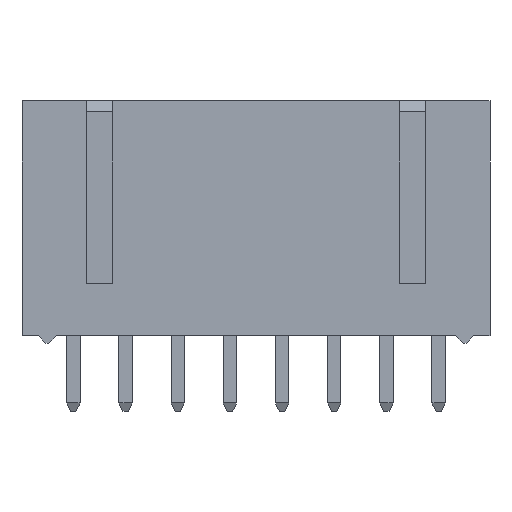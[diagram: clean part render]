
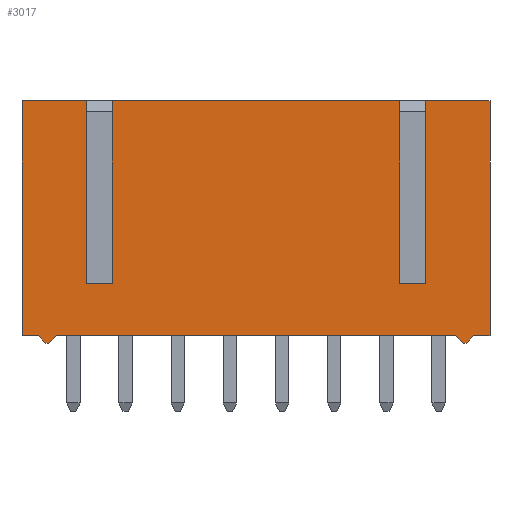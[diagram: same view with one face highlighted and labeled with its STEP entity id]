
A CAD part, front view. The second image highlights one B-rep face of the part: STEP entity #3017.
In plain terms, the highlighted planar face has unit normal (0, -1, 0).
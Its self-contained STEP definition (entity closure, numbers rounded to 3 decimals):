
#9=DIRECTION('',(1.,0.,0.));
#10=VECTOR('',#9,3.135);
#11=CARTESIAN_POINT('',(-11.39,-2.55,0.));
#12=LINE('',#11,#10);
#73=DIRECTION('',(1.,0.,0.));
#74=VECTOR('',#73,3.135);
#75=CARTESIAN_POINT('',(8.255,-2.55,0.));
#76=LINE('',#75,#74);
#121=DIRECTION('',(1.,0.,0.));
#122=VECTOR('',#121,13.97);
#123=CARTESIAN_POINT('',(-6.985,-2.55,0.));
#124=LINE('',#123,#122);
#233=DIRECTION('',(-0.707,0.,-0.707));
#234=VECTOR('',#233,0.537);
#235=CARTESIAN_POINT('',(-9.715,-2.55,-11.43));
#236=LINE('',#235,#234);
#237=DIRECTION('',(-1.,0.,0.));
#238=VECTOR('',#237,0.13);
#239=CARTESIAN_POINT('',(-10.095,-2.55,-11.81));
#240=LINE('',#239,#238);
#241=DIRECTION('',(-0.707,0.,0.707));
#242=VECTOR('',#241,0.537);
#243=CARTESIAN_POINT('',(-10.225,-2.55,-11.81));
#244=LINE('',#243,#242);
#245=DIRECTION('',(0.,0.,-1.));
#246=VECTOR('',#245,11.43);
#247=CARTESIAN_POINT('',(-11.39,-2.55,0.));
#248=LINE('',#247,#246);
#249=DIRECTION('',(0.,0.,-1.));
#250=VECTOR('',#249,8.89);
#251=CARTESIAN_POINT('',(-8.255,-2.55,0.));
#252=LINE('',#251,#250);
#253=DIRECTION('',(1.,0.,0.));
#254=VECTOR('',#253,1.27);
#255=CARTESIAN_POINT('',(-8.255,-2.55,-8.89));
#256=LINE('',#255,#254);
#257=DIRECTION('',(0.,0.,-1.));
#258=VECTOR('',#257,8.89);
#259=CARTESIAN_POINT('',(-6.985,-2.55,0.));
#260=LINE('',#259,#258);
#261=DIRECTION('',(0.,0.,-1.));
#262=VECTOR('',#261,8.89);
#263=CARTESIAN_POINT('',(6.985,-2.55,0.));
#264=LINE('',#263,#262);
#265=DIRECTION('',(1.,0.,0.));
#266=VECTOR('',#265,1.27);
#267=CARTESIAN_POINT('',(6.985,-2.55,-8.89));
#268=LINE('',#267,#266);
#269=DIRECTION('',(0.,0.,-1.));
#270=VECTOR('',#269,8.89);
#271=CARTESIAN_POINT('',(8.255,-2.55,0.));
#272=LINE('',#271,#270);
#273=DIRECTION('',(-0.707,0.,-0.707));
#274=VECTOR('',#273,0.537);
#275=CARTESIAN_POINT('',(10.605,-2.55,-11.43));
#276=LINE('',#275,#274);
#277=DIRECTION('',(-1.,0.,0.));
#278=VECTOR('',#277,0.13);
#279=CARTESIAN_POINT('',(10.225,-2.55,-11.81));
#280=LINE('',#279,#278);
#281=DIRECTION('',(-0.707,0.,0.707));
#282=VECTOR('',#281,0.537);
#283=CARTESIAN_POINT('',(10.095,-2.55,-11.81));
#284=LINE('',#283,#282);
#289=DIRECTION('',(1.,0.,0.));
#290=VECTOR('',#289,0.785);
#291=CARTESIAN_POINT('',(10.605,-2.55,-11.43));
#292=LINE('',#291,#290);
#321=DIRECTION('',(1.,0.,0.));
#322=VECTOR('',#321,19.43);
#323=CARTESIAN_POINT('',(-9.715,-2.55,-11.43));
#324=LINE('',#323,#322);
#361=DIRECTION('',(1.,0.,0.));
#362=VECTOR('',#361,0.785);
#363=CARTESIAN_POINT('',(-11.39,-2.55,-11.43));
#364=LINE('',#363,#362);
#601=DIRECTION('',(0.,0.,-1.));
#602=VECTOR('',#601,11.43);
#603=CARTESIAN_POINT('',(11.39,-2.55,0.));
#604=LINE('',#603,#602);
#2026=CARTESIAN_POINT('',(-11.39,-2.55,0.));
#2028=VERTEX_POINT('',#2026);
#2034=CARTESIAN_POINT('',(-11.39,-2.55,-11.43));
#2036=VERTEX_POINT('',#2034);
#2049=CARTESIAN_POINT('',(11.39,-2.55,0.));
#2051=VERTEX_POINT('',#2049);
#2065=CARTESIAN_POINT('',(11.39,-2.55,-11.43));
#2067=VERTEX_POINT('',#2065);
#2113=CARTESIAN_POINT('',(-8.255,-2.55,-8.89));
#2114=CARTESIAN_POINT('',(-6.985,-2.55,-8.89));
#2115=VERTEX_POINT('',#2113);
#2116=VERTEX_POINT('',#2114);
#2117=CARTESIAN_POINT('',(6.985,-2.55,-8.89));
#2118=CARTESIAN_POINT('',(8.255,-2.55,-8.89));
#2119=VERTEX_POINT('',#2117);
#2120=VERTEX_POINT('',#2118);
#2121=CARTESIAN_POINT('',(-8.255,-2.55,0.));
#2122=VERTEX_POINT('',#2121);
#2123=CARTESIAN_POINT('',(-6.985,-2.55,0.));
#2124=VERTEX_POINT('',#2123);
#2125=CARTESIAN_POINT('',(6.985,-2.55,0.));
#2126=VERTEX_POINT('',#2125);
#2127=CARTESIAN_POINT('',(8.255,-2.55,0.));
#2128=VERTEX_POINT('',#2127);
#2225=CARTESIAN_POINT('',(10.225,-2.55,-11.81));
#2226=CARTESIAN_POINT('',(10.095,-2.55,-11.81));
#2227=VERTEX_POINT('',#2225);
#2228=VERTEX_POINT('',#2226);
#2229=CARTESIAN_POINT('',(10.605,-2.55,-11.43));
#2231=VERTEX_POINT('',#2229);
#2233=CARTESIAN_POINT('',(9.715,-2.55,-11.43));
#2235=VERTEX_POINT('',#2233);
#2241=CARTESIAN_POINT('',(-10.095,-2.55,-11.81));
#2242=CARTESIAN_POINT('',(-10.225,-2.55,-11.81));
#2243=VERTEX_POINT('',#2241);
#2244=VERTEX_POINT('',#2242);
#2249=CARTESIAN_POINT('',(-9.715,-2.55,-11.43));
#2250=VERTEX_POINT('',#2249);
#2251=CARTESIAN_POINT('',(-10.605,-2.55,-11.43));
#2252=VERTEX_POINT('',#2251);
#2975=CARTESIAN_POINT('',(-11.39,-2.55,0.));
#2976=DIRECTION('',(0.,-1.,0.));
#2977=DIRECTION('',(1.,0.,0.));
#2978=AXIS2_PLACEMENT_3D('',#2975,#2976,#2977);
#2979=PLANE('',#2978);
#2981=ORIENTED_EDGE('',*,*,#2980,.F.);
#2983=ORIENTED_EDGE('',*,*,#2982,.T.);
#2985=ORIENTED_EDGE('',*,*,#2984,.T.);
#2987=ORIENTED_EDGE('',*,*,#2986,.T.);
#2989=ORIENTED_EDGE('',*,*,#2988,.F.);
#2991=ORIENTED_EDGE('',*,*,#2990,.F.);
#2992=ORIENTED_EDGE('',*,*,#2658,.T.);
#2993=ORIENTED_EDGE('',*,*,#2754,.T.);
#2995=ORIENTED_EDGE('',*,*,#2994,.T.);
#2997=ORIENTED_EDGE('',*,*,#2996,.F.);
#2998=ORIENTED_EDGE('',*,*,#2722,.T.);
#3000=ORIENTED_EDGE('',*,*,#2999,.T.);
#3002=ORIENTED_EDGE('',*,*,#3001,.T.);
#3003=ORIENTED_EDGE('',*,*,#2966,.F.);
#3004=ORIENTED_EDGE('',*,*,#2690,.T.);
#3006=ORIENTED_EDGE('',*,*,#3005,.T.);
#3008=ORIENTED_EDGE('',*,*,#3007,.F.);
#3010=ORIENTED_EDGE('',*,*,#3009,.T.);
#3012=ORIENTED_EDGE('',*,*,#3011,.T.);
#3014=ORIENTED_EDGE('',*,*,#3013,.T.);
#3015=EDGE_LOOP('',(#2981,#2983,#2985,#2987,#2989,#2991,#2992,#2993,#2995,#2997,
#2998,#3000,#3002,#3003,#3004,#3006,#3008,#3010,#3012,#3014));
#3016=FACE_OUTER_BOUND('',#3015,.F.);
#3017=ADVANCED_FACE('',(#3016),#2979,.T.);
#2658=EDGE_CURVE('',#2028,#2122,#12,.T.);
#2690=EDGE_CURVE('',#2128,#2051,#76,.T.);
#2722=EDGE_CURVE('',#2124,#2126,#124,.T.);
#2754=EDGE_CURVE('',#2122,#2115,#252,.T.);
#2966=EDGE_CURVE('',#2128,#2120,#272,.T.);
#2980=EDGE_CURVE('',#2250,#2235,#324,.T.);
#2982=EDGE_CURVE('',#2250,#2243,#236,.T.);
#2984=EDGE_CURVE('',#2243,#2244,#240,.T.);
#2986=EDGE_CURVE('',#2244,#2252,#244,.T.);
#2988=EDGE_CURVE('',#2036,#2252,#364,.T.);
#2990=EDGE_CURVE('',#2028,#2036,#248,.T.);
#2994=EDGE_CURVE('',#2115,#2116,#256,.T.);
#2996=EDGE_CURVE('',#2124,#2116,#260,.T.);
#2999=EDGE_CURVE('',#2126,#2119,#264,.T.);
#3001=EDGE_CURVE('',#2119,#2120,#268,.T.);
#3005=EDGE_CURVE('',#2051,#2067,#604,.T.);
#3007=EDGE_CURVE('',#2231,#2067,#292,.T.);
#3009=EDGE_CURVE('',#2231,#2227,#276,.T.);
#3011=EDGE_CURVE('',#2227,#2228,#280,.T.);
#3013=EDGE_CURVE('',#2228,#2235,#284,.T.);
